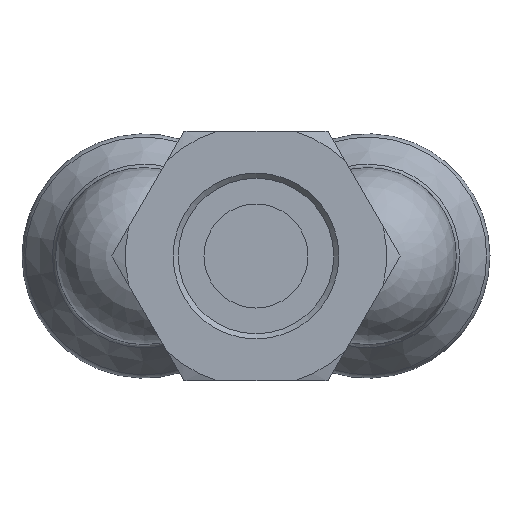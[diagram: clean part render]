
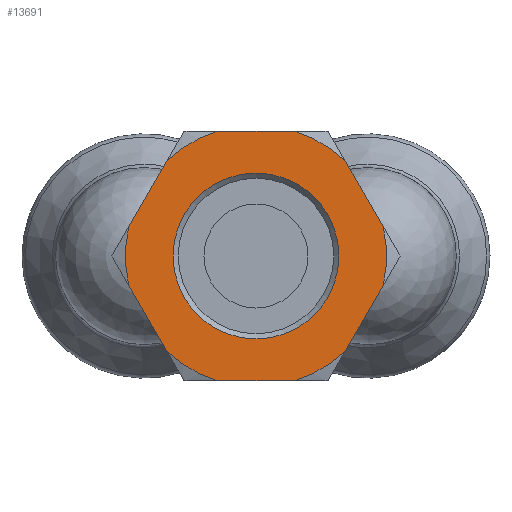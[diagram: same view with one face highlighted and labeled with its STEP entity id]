
A CAD part, front view. The second image highlights one B-rep face of the part: STEP entity #13691.
In plain terms, the highlighted face is planar.
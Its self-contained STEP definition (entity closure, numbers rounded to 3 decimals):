
#13567=CARTESIAN_POINT('',(-31.45,7.975,0.));
#13568=VERTEX_POINT('',#13567);
#13569=CARTESIAN_POINT('',(-31.45,0.,0.0));
#13570=DIRECTION('',(-1.0,0.0,0.0));
#13571=DIRECTION('',(0.0,-1.0,0.0));
#13572=AXIS2_PLACEMENT_3D('',#13569,#13570,#13571);
#13573=CIRCLE('',#13572,7.975);
#13574=EDGE_CURVE('',#13568,#13568,#13573,.T.);
#13579=CARTESIAN_POINT('',(-31.45,9.737,0.0));
#13580=DIRECTION('',(-1.0,0.0,0.0));
#13581=DIRECTION('',(0.0,0.0,1.0));
#13582=AXIS2_PLACEMENT_3D('',#13579,#13580,#13581);
#13583=PLANE('',#13582);
#13584=CARTESIAN_POINT('',(-31.45,12.241,2.799));
#13585=VERTEX_POINT('',#13584);
#13586=CARTESIAN_POINT('',(-31.45,12.241,-2.799));
#13587=VERTEX_POINT('',#13586);
#13588=CARTESIAN_POINT('',(-31.45,0.,0.0));
#13589=DIRECTION('',(-1.0,0.0,0.0));
#13590=DIRECTION('',(0.0,1.0,0.0));
#13591=AXIS2_PLACEMENT_3D('',#13588,#13589,#13590);
#13592=CIRCLE('',#13591,12.556);
#13593=EDGE_CURVE('',#13585,#13587,#13592,.T.);
#13594=ORIENTED_EDGE('',*,*,#13593,.T.);
#13595=CARTESIAN_POINT('',(-31.45,8.544,-9.201));
#13596=VERTEX_POINT('',#13595);
#13597=CARTESIAN_POINT('',(-31.45,8.544,-9.201));
#13598=DIRECTION('',(0.0,0.5,0.866));
#13599=VECTOR('',#13598,7.393);
#13600=LINE('',#13597,#13599);
#13601=EDGE_CURVE('',#13596,#13587,#13600,.T.);
#13602=ORIENTED_EDGE('',*,*,#13601,.F.);
#13603=CARTESIAN_POINT('',(-31.45,3.696,-12.));
#13604=VERTEX_POINT('',#13603);
#13605=CARTESIAN_POINT('',(-31.45,0.,0.0));
#13606=DIRECTION('',(-1.0,0.0,0.0));
#13607=DIRECTION('',(0.0,1.0,0.0));
#13608=AXIS2_PLACEMENT_3D('',#13605,#13606,#13607);
#13609=CIRCLE('',#13608,12.556);
#13610=EDGE_CURVE('',#13596,#13604,#13609,.T.);
#13611=ORIENTED_EDGE('',*,*,#13610,.T.);
#13612=CARTESIAN_POINT('',(-31.45,-3.696,-12.0));
#13613=VERTEX_POINT('',#13612);
#13614=CARTESIAN_POINT('',(-31.45,-3.696,-12.));
#13615=DIRECTION('',(0.0,1.0,0.0));
#13616=VECTOR('',#13615,7.393);
#13617=LINE('',#13614,#13616);
#13618=EDGE_CURVE('',#13613,#13604,#13617,.T.);
#13619=ORIENTED_EDGE('',*,*,#13618,.F.);
#13620=CARTESIAN_POINT('',(-31.45,-8.544,-9.201));
#13621=VERTEX_POINT('',#13620);
#13622=CARTESIAN_POINT('',(-31.45,0.,0.0));
#13623=DIRECTION('',(-1.0,0.0,0.0));
#13624=DIRECTION('',(0.0,1.0,0.0));
#13625=AXIS2_PLACEMENT_3D('',#13622,#13623,#13624);
#13626=CIRCLE('',#13625,12.556);
#13627=EDGE_CURVE('',#13613,#13621,#13626,.T.);
#13628=ORIENTED_EDGE('',*,*,#13627,.T.);
#13629=CARTESIAN_POINT('',(-31.45,-12.241,-2.799));
#13630=VERTEX_POINT('',#13629);
#13631=CARTESIAN_POINT('',(-31.45,-12.241,-2.799));
#13632=DIRECTION('',(0.0,0.5,-0.866));
#13633=VECTOR('',#13632,7.393);
#13634=LINE('',#13631,#13633);
#13635=EDGE_CURVE('',#13630,#13621,#13634,.T.);
#13636=ORIENTED_EDGE('',*,*,#13635,.F.);
#13637=CARTESIAN_POINT('',(-31.45,-12.241,2.799));
#13638=VERTEX_POINT('',#13637);
#13639=CARTESIAN_POINT('',(-31.45,0.,0.0));
#13640=DIRECTION('',(-1.0,0.0,0.0));
#13641=DIRECTION('',(0.0,1.0,0.0));
#13642=AXIS2_PLACEMENT_3D('',#13639,#13640,#13641);
#13643=CIRCLE('',#13642,12.556);
#13644=EDGE_CURVE('',#13630,#13638,#13643,.T.);
#13645=ORIENTED_EDGE('',*,*,#13644,.T.);
#13646=CARTESIAN_POINT('',(-31.45,-8.544,9.201));
#13647=VERTEX_POINT('',#13646);
#13648=CARTESIAN_POINT('',(-31.45,-8.544,9.201));
#13649=DIRECTION('',(0.0,-0.5,-0.866));
#13650=VECTOR('',#13649,7.393);
#13651=LINE('',#13648,#13650);
#13652=EDGE_CURVE('',#13647,#13638,#13651,.T.);
#13653=ORIENTED_EDGE('',*,*,#13652,.F.);
#13654=CARTESIAN_POINT('',(-31.45,-3.696,12.0));
#13655=VERTEX_POINT('',#13654);
#13656=CARTESIAN_POINT('',(-31.45,0.,0.0));
#13657=DIRECTION('',(-1.0,0.0,0.0));
#13658=DIRECTION('',(0.0,1.0,0.0));
#13659=AXIS2_PLACEMENT_3D('',#13656,#13657,#13658);
#13660=CIRCLE('',#13659,12.556);
#13661=EDGE_CURVE('',#13647,#13655,#13660,.T.);
#13662=ORIENTED_EDGE('',*,*,#13661,.T.);
#13663=CARTESIAN_POINT('',(-31.45,3.696,12.));
#13664=VERTEX_POINT('',#13663);
#13665=CARTESIAN_POINT('',(-31.45,3.696,12.));
#13666=DIRECTION('',(0.0,-1.0,0.0));
#13667=VECTOR('',#13666,7.393);
#13668=LINE('',#13665,#13667);
#13669=EDGE_CURVE('',#13664,#13655,#13668,.T.);
#13670=ORIENTED_EDGE('',*,*,#13669,.F.);
#13671=CARTESIAN_POINT('',(-31.45,8.544,9.201));
#13672=VERTEX_POINT('',#13671);
#13673=CARTESIAN_POINT('',(-31.45,0.,0.0));
#13674=DIRECTION('',(-1.0,0.0,0.0));
#13675=DIRECTION('',(0.0,1.0,0.0));
#13676=AXIS2_PLACEMENT_3D('',#13673,#13674,#13675);
#13677=CIRCLE('',#13676,12.556);
#13678=EDGE_CURVE('',#13664,#13672,#13677,.T.);
#13679=ORIENTED_EDGE('',*,*,#13678,.T.);
#13680=CARTESIAN_POINT('',(-31.45,12.241,2.799));
#13681=DIRECTION('',(0.0,-0.5,0.866));
#13682=VECTOR('',#13681,7.393);
#13683=LINE('',#13680,#13682);
#13684=EDGE_CURVE('',#13585,#13672,#13683,.T.);
#13685=ORIENTED_EDGE('',*,*,#13684,.F.);
#13686=EDGE_LOOP('',(#13594,#13602,#13611,#13619,#13628,#13636,#13645,#13653,#13662,#13670,#13679,#13685));
#13687=FACE_OUTER_BOUND('',#13686,.T.);
#13688=ORIENTED_EDGE('',*,*,#13574,.F.);
#13689=EDGE_LOOP('',(#13688));
#13690=FACE_BOUND('',#13689,.T.);
#13691=ADVANCED_FACE('',(#13687,#13690),#13583,.T.);
